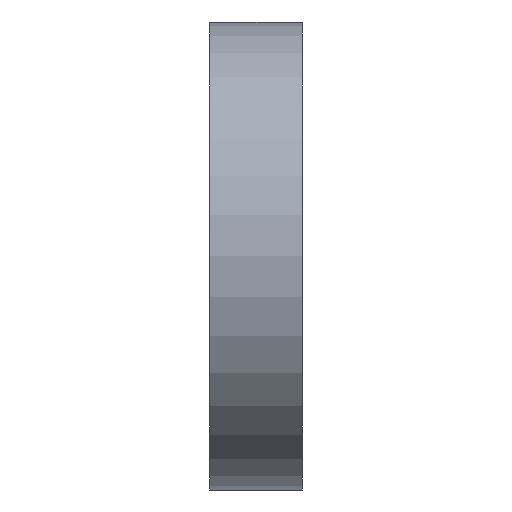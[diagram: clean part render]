
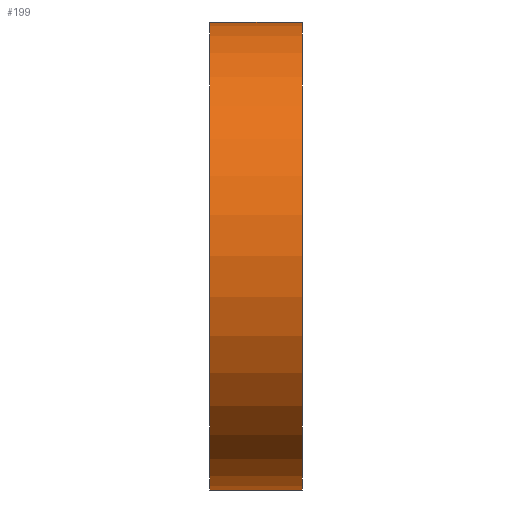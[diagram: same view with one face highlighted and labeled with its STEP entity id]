
A CAD part, left-side view. The second image highlights one B-rep face of the part: STEP entity #199.
In plain terms, the highlighted cylindrical face has radius 8.001 mm (diameter 16.002 mm), a partial arc.
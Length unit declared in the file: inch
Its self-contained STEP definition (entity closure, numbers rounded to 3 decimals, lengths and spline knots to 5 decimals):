
#26 = ORIENTED_EDGE ( 'NONE', *, *, #100, .T. ) ;
#36 = CIRCLE ( 'NONE', #198, 0.315 ) ;
#45 = DIRECTION ( 'NONE',  ( 0., 1., 0. ) ) ;
#51 = DIRECTION ( 'NONE',  ( 0., 1., 0. ) ) ;
#53 = EDGE_CURVE ( 'NONE', #141, #284, #74, .T. ) ;
#64 = EDGE_LOOP ( 'NONE', ( #184, #178, #119, #26 ) ) ;
#73 = FACE_OUTER_BOUND ( 'NONE', #64, .T. ) ;
#74 = LINE ( 'NONE', #240, #183 ) ;
#81 = CARTESIAN_POINT ( 'NONE',  ( 0., -0.125, 0.315 ) ) ;
#94 = DIRECTION ( 'NONE',  ( 0., 0., 1. ) ) ;
#100 = EDGE_CURVE ( 'NONE', #316, #228, #334, .T. ) ;
#104 = DIRECTION ( 'NONE',  ( 0., 1., 0. ) ) ;
#118 = CARTESIAN_POINT ( 'NONE',  ( 0., -0.125, 0. ) ) ;
#119 = ORIENTED_EDGE ( 'NONE', *, *, #132, .T. ) ;
#132 = EDGE_CURVE ( 'NONE', #141, #316, #172, .T. ) ;
#135 = CARTESIAN_POINT ( 'NONE',  ( 0., -0.125, -0.315 ) ) ;
#141 = VERTEX_POINT ( 'NONE', #135 ) ;
#153 = DIRECTION ( 'NONE',  ( 0., 0., 1. ) ) ;
#172 = CIRCLE ( 'NONE', #337, 0.315 ) ;
#174 = DIRECTION ( 'NONE',  ( 0., 1., 0. ) ) ;
#178 = ORIENTED_EDGE ( 'NONE', *, *, #53, .F. ) ;
#179 = DIRECTION ( 'NONE',  ( 0., 0., 1. ) ) ;
#183 = VECTOR ( 'NONE', #45, 39.37008 ) ;
#184 = ORIENTED_EDGE ( 'NONE', *, *, #263, .F. ) ;
#198 = AXIS2_PLACEMENT_3D ( 'NONE', #301, #174, #153 ) ;
#199 = ADVANCED_FACE ( 'NONE', ( #73 ), #271, .T. ) ;
#228 = VERTEX_POINT ( 'NONE', #269 ) ;
#231 = CARTESIAN_POINT ( 'NONE',  ( 0., -0.125, 0.315 ) ) ;
#239 = AXIS2_PLACEMENT_3D ( 'NONE', #118, #303, #94 ) ;
#240 = CARTESIAN_POINT ( 'NONE',  ( 0., -0.125, -0.315 ) ) ;
#243 = CARTESIAN_POINT ( 'NONE',  ( 0., 0., -0.315 ) ) ;
#263 = EDGE_CURVE ( 'NONE', #284, #228, #36, .T. ) ;
#269 = CARTESIAN_POINT ( 'NONE',  ( 0., 0., 0.315 ) ) ;
#271 = CYLINDRICAL_SURFACE ( 'NONE', #239, 0.315 ) ;
#284 = VERTEX_POINT ( 'NONE', #243 ) ;
#299 = VECTOR ( 'NONE', #51, 39.37008 ) ;
#301 = CARTESIAN_POINT ( 'NONE',  ( 0., 0., 0. ) ) ;
#303 = DIRECTION ( 'NONE',  ( 0., 1., 0. ) ) ;
#316 = VERTEX_POINT ( 'NONE', #231 ) ;
#332 = CARTESIAN_POINT ( 'NONE',  ( 0., -0.125, 0. ) ) ;
#334 = LINE ( 'NONE', #81, #299 ) ;
#337 = AXIS2_PLACEMENT_3D ( 'NONE', #332, #104, #179 ) ;
